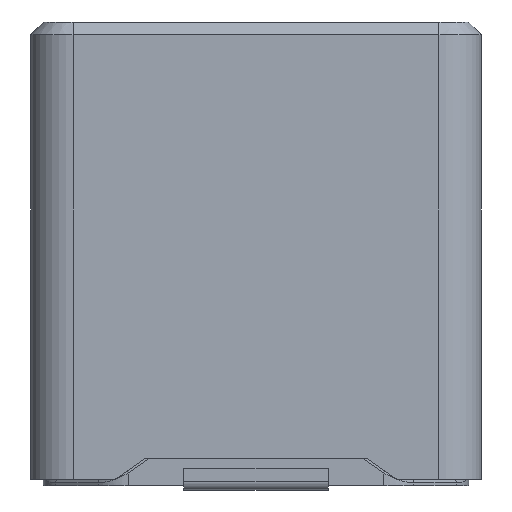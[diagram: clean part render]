
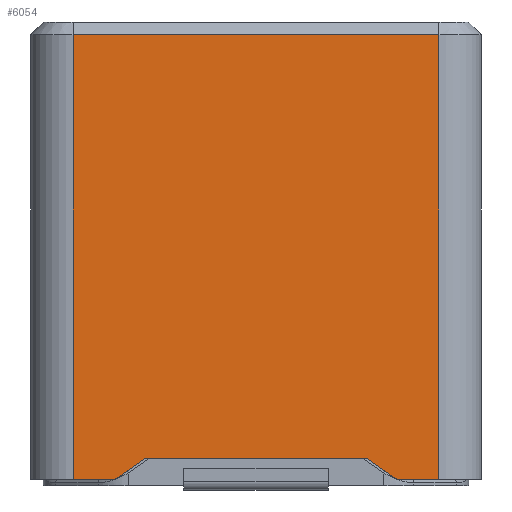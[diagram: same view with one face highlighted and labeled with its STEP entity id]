
A CAD part, left-side view. The second image highlights one B-rep face of the part: STEP entity #6054.
In plain terms, the highlighted planar face has unit normal (-1, 0, 0).
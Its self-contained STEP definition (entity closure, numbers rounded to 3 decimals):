
#330=LINE('',#8712,#835);
#335=LINE('',#8725,#840);
#347=LINE('',#8753,#852);
#350=LINE('',#8758,#855);
#358=LINE('',#8777,#863);
#364=LINE('',#8790,#869);
#365=LINE('',#8792,#870);
#371=LINE('',#8803,#876);
#835=VECTOR('',#6857,1000.);
#840=VECTOR('',#6866,1000.);
#852=VECTOR('',#6890,1000.);
#855=VECTOR('',#6897,1000.);
#863=VECTOR('',#6915,1000.);
#869=VECTOR('',#6929,1000.);
#870=VECTOR('',#6932,1000.);
#876=VECTOR('',#6946,1000.);
#1475=ORIENTED_EDGE('',*,*,#3052,.T.);
#1476=ORIENTED_EDGE('',*,*,#3066,.T.);
#1477=ORIENTED_EDGE('',*,*,#3079,.F.);
#1478=ORIENTED_EDGE('',*,*,#3086,.F.);
#1479=ORIENTED_EDGE('',*,*,#3094,.T.);
#1480=ORIENTED_EDGE('',*,*,#3087,.T.);
#1481=ORIENTED_EDGE('',*,*,#3046,.T.);
#1482=ORIENTED_EDGE('',*,*,#3069,.F.);
#3046=EDGE_CURVE('',#3868,#3866,#330,.T.);
#3052=EDGE_CURVE('',#3874,#3873,#335,.T.);
#3066=EDGE_CURVE('',#3873,#3883,#347,.T.);
#3069=EDGE_CURVE('',#3874,#3866,#350,.T.);
#3079=EDGE_CURVE('',#3889,#3883,#358,.T.);
#3086=EDGE_CURVE('',#3881,#3889,#364,.T.);
#3087=EDGE_CURVE('',#3890,#3868,#365,.T.);
#3094=EDGE_CURVE('',#3881,#3890,#371,.T.);
#3866=VERTEX_POINT('',#8710);
#3868=VERTEX_POINT('',#8713);
#3873=VERTEX_POINT('',#8724);
#3874=VERTEX_POINT('',#8726);
#3881=VERTEX_POINT('',#8746);
#3883=VERTEX_POINT('',#8752);
#3889=VERTEX_POINT('',#8776);
#3890=VERTEX_POINT('',#8780);
#4512=EDGE_LOOP('',(#1475,#1476,#1477,#1478,#1479,#1480,#1481,#1482));
#4839=FACE_BOUND('',#4512,.T.);
#5151=PLANE('',#6391);
#6054=ADVANCED_FACE('',(#4839),#5151,.F.);
#6391=AXIS2_PLACEMENT_3D('',#8802,#6944,#6945);
#6857=DIRECTION('',(0.,-1.,0.));
#6866=DIRECTION('',(0.,-1.,0.));
#6890=DIRECTION('',(0.,-0.816,-0.577));
#6897=DIRECTION('',(0.,0.816,-0.577));
#6915=DIRECTION('',(0.,1.,0.));
#6929=DIRECTION('',(0.,0.,-1.));
#6932=DIRECTION('',(0.,0.,-1.));
#6944=DIRECTION('',(1.,0.,0.));
#6945=DIRECTION('',(0.,0.,-1.));
#6946=DIRECTION('',(0.,1.,0.));
#8710=CARTESIAN_POINT('',(-5.3,3.314,-0.5));
#8712=CARTESIAN_POINT('',(-5.3,4.3,-0.5));
#8713=CARTESIAN_POINT('',(-5.3,4.3,-0.5));
#8724=CARTESIAN_POINT('',(-5.3,-2.607,0.));
#8725=CARTESIAN_POINT('',(-5.3,5.3,0.));
#8726=CARTESIAN_POINT('',(-5.3,2.607,0.));
#8746=CARTESIAN_POINT('',(-5.3,-4.3,9.95));
#8752=CARTESIAN_POINT('',(-5.3,-3.314,-0.5));
#8753=CARTESIAN_POINT('',(-5.3,7.496,7.144));
#8758=CARTESIAN_POINT('',(-5.3,-0.43,2.147));
#8776=CARTESIAN_POINT('',(-5.3,-4.3,-0.5));
#8777=CARTESIAN_POINT('',(-5.3,-4.3,-0.5));
#8780=CARTESIAN_POINT('',(-5.3,4.3,9.95));
#8790=CARTESIAN_POINT('',(-5.3,-4.3,10.25));
#8792=CARTESIAN_POINT('',(-5.3,4.3,10.25));
#8802=CARTESIAN_POINT('',(-5.3,5.3,10.25));
#8803=CARTESIAN_POINT('',(-5.3,4.3,9.95));
